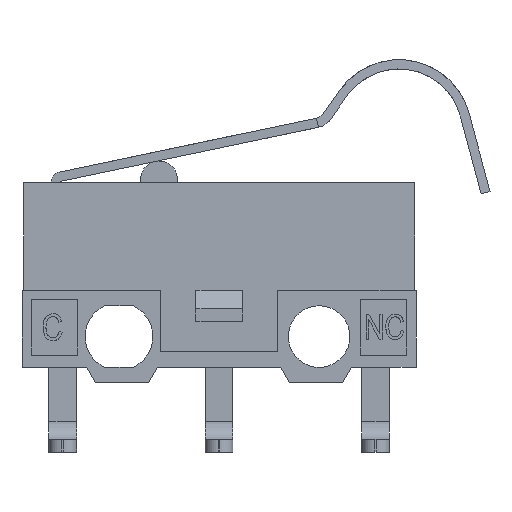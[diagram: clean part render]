
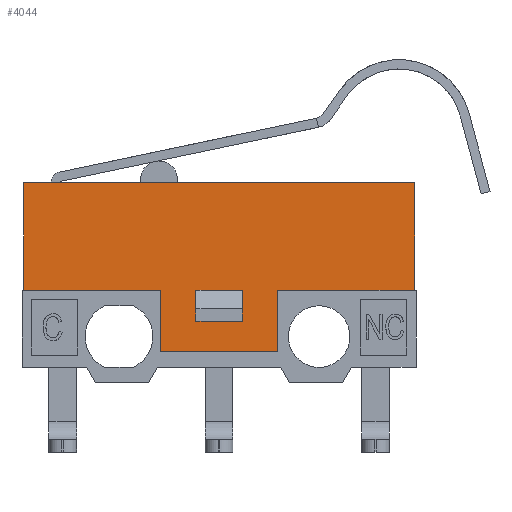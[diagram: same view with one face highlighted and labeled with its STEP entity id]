
A CAD part, front view. The second image highlights one B-rep face of the part: STEP entity #4044.
In plain terms, the highlighted planar face has unit normal (0, -1, 0).
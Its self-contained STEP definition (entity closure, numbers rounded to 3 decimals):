
#207=FACE_BOUND('',#521,.T.);
#297=FACE_OUTER_BOUND('',#520,.T.);
#520=EDGE_LOOP('',(#2967,#2968,#2969,#2970,#2971,#2972,#2973,#2974));
#521=EDGE_LOOP('',(#2975,#2976,#2977,#2978));
#713=LINE('',#5687,#1202);
#723=LINE('',#5709,#1212);
#798=LINE('',#5918,#1287);
#805=LINE('',#5932,#1294);
#808=LINE('',#5936,#1297);
#813=LINE('',#5947,#1302);
#821=LINE('',#5962,#1310);
#825=LINE('',#5970,#1314);
#826=LINE('',#5972,#1315);
#850=LINE('',#6020,#1339);
#854=LINE('',#6028,#1343);
#855=LINE('',#6030,#1344);
#1202=VECTOR('',#4630,10.);
#1212=VECTOR('',#4644,10.);
#1287=VECTOR('',#4851,10.);
#1294=VECTOR('',#4864,10.);
#1297=VECTOR('',#4869,10.);
#1302=VECTOR('',#4876,10.);
#1310=VECTOR('',#4888,10.);
#1314=VECTOR('',#4896,10.);
#1315=VECTOR('',#4899,10.);
#1339=VECTOR('',#4947,10.);
#1343=VECTOR('',#4955,10.);
#1344=VECTOR('',#4958,10.);
#1688=VERTEX_POINT('',#5684);
#1689=VERTEX_POINT('',#5686);
#1698=VERTEX_POINT('',#5706);
#1699=VERTEX_POINT('',#5708);
#1767=VERTEX_POINT('',#5916);
#1771=VERTEX_POINT('',#5931);
#1775=VERTEX_POINT('',#5944);
#1776=VERTEX_POINT('',#5946);
#1780=VERTEX_POINT('',#5958);
#1783=VERTEX_POINT('',#5968);
#1794=VERTEX_POINT('',#6016);
#1797=VERTEX_POINT('',#6026);
#2077=EDGE_CURVE('',#1689,#1688,#713,.T.);
#2087=EDGE_CURVE('',#1699,#1698,#723,.T.);
#2190=EDGE_CURVE('',#1698,#1767,#798,.T.);
#2197=EDGE_CURVE('',#1771,#1699,#805,.T.);
#2200=EDGE_CURVE('',#1767,#1771,#808,.T.);
#2205=EDGE_CURVE('',#1776,#1775,#813,.T.);
#2213=EDGE_CURVE('',#1776,#1780,#821,.T.);
#2217=EDGE_CURVE('',#1688,#1783,#825,.T.);
#2218=EDGE_CURVE('',#1783,#1780,#826,.T.);
#2242=EDGE_CURVE('',#1689,#1794,#850,.T.);
#2246=EDGE_CURVE('',#1775,#1797,#854,.T.);
#2247=EDGE_CURVE('',#1797,#1794,#855,.T.);
#2967=ORIENTED_EDGE('',*,*,#2247,.T.);
#2968=ORIENTED_EDGE('',*,*,#2242,.F.);
#2969=ORIENTED_EDGE('',*,*,#2077,.T.);
#2970=ORIENTED_EDGE('',*,*,#2217,.T.);
#2971=ORIENTED_EDGE('',*,*,#2218,.T.);
#2972=ORIENTED_EDGE('',*,*,#2213,.F.);
#2973=ORIENTED_EDGE('',*,*,#2205,.T.);
#2974=ORIENTED_EDGE('',*,*,#2246,.T.);
#2975=ORIENTED_EDGE('',*,*,#2197,.T.);
#2976=ORIENTED_EDGE('',*,*,#2087,.T.);
#2977=ORIENTED_EDGE('',*,*,#2190,.T.);
#2978=ORIENTED_EDGE('',*,*,#2200,.T.);
#3859=PLANE('',#4418);
#4044=ADVANCED_FACE('',(#297,#207),#3859,.T.);
#4418=AXIS2_PLACEMENT_3D('',#6029,#4956,#4957);
#4630=DIRECTION('',(1.,0.,0.));
#4644=DIRECTION('',(1.,0.,0.));
#4851=DIRECTION('',(0.,0.,-1.));
#4864=DIRECTION('',(0.,0.,1.));
#4869=DIRECTION('',(-1.,0.,0.));
#4876=DIRECTION('',(1.,0.,0.));
#4888=DIRECTION('',(0.,0.,-1.));
#4896=DIRECTION('',(0.,0.,-1.));
#4899=DIRECTION('',(1.,0.,0.));
#4947=DIRECTION('',(0.,0.,1.));
#4955=DIRECTION('',(0.,0.,1.));
#4956=DIRECTION('center_axis',(0.,-1.,0.));
#4957=DIRECTION('ref_axis',(0.,0.,-1.));
#4958=DIRECTION('',(-1.,0.,0.));
#5684=CARTESIAN_POINT('',(-1.9,-2.85,0.));
#5686=CARTESIAN_POINT('',(-6.35,-2.85,0.));
#5687=CARTESIAN_POINT('',(-6.35,-2.85,0.));
#5706=CARTESIAN_POINT('',(0.75,-2.85,0.));
#5708=CARTESIAN_POINT('',(-0.75,-2.85,0.));
#5709=CARTESIAN_POINT('',(3.55,-2.85,0.));
#5916=CARTESIAN_POINT('',(0.75,-2.85,-1.));
#5918=CARTESIAN_POINT('',(0.75,-2.85,-0.5));
#5931=CARTESIAN_POINT('',(-0.75,-2.85,-1.));
#5932=CARTESIAN_POINT('',(-0.75,-2.85,0.));
#5936=CARTESIAN_POINT('',(2.8,-2.85,-1.));
#5944=CARTESIAN_POINT('',(6.35,-2.85,0.));
#5946=CARTESIAN_POINT('',(1.9,-2.85,0.));
#5947=CARTESIAN_POINT('',(-6.35,-2.85,0.));
#5958=CARTESIAN_POINT('',(1.9,-2.85,-2.));
#5962=CARTESIAN_POINT('',(1.9,-2.85,0.));
#5968=CARTESIAN_POINT('',(-1.9,-2.85,-2.));
#5970=CARTESIAN_POINT('',(-1.9,-2.85,0.));
#5972=CARTESIAN_POINT('',(1.9,-2.85,-2.));
#6016=CARTESIAN_POINT('',(-6.35,-2.85,3.5));
#6020=CARTESIAN_POINT('',(-6.35,-2.85,0.));
#6026=CARTESIAN_POINT('',(6.35,-2.85,3.5));
#6028=CARTESIAN_POINT('',(6.35,-2.85,0.));
#6029=CARTESIAN_POINT('Origin',(6.35,-2.85,0.));
#6030=CARTESIAN_POINT('',(-6.35,-2.85,3.5));
